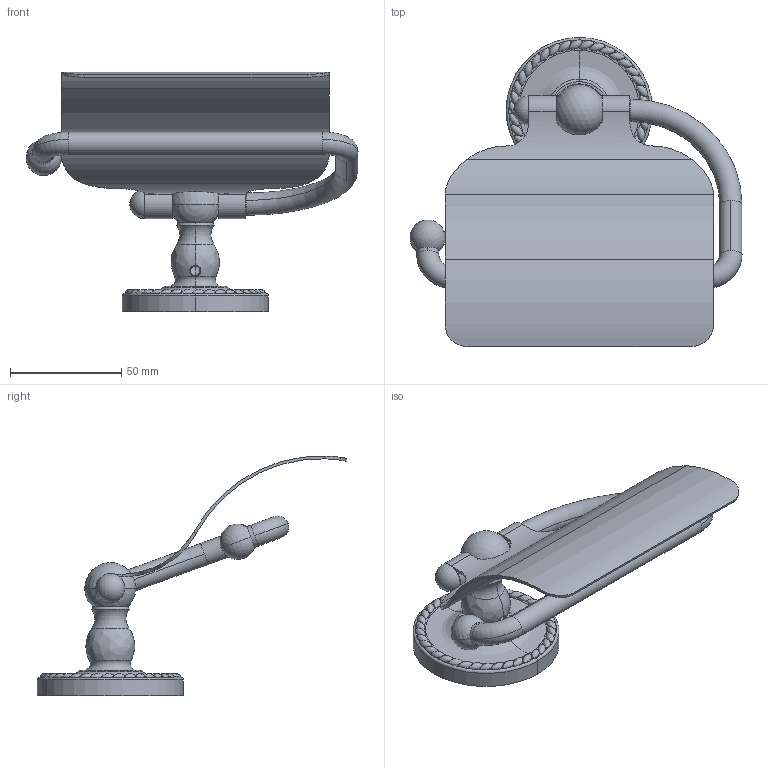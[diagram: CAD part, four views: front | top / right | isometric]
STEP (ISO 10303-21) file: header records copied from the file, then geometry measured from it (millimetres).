
FILE_DESCRIPTION((''),'2;1');
FILE_NAME('1527_WEB','2011-01-11T',('project'),(''),'PRO/ENGINEER BY PARAMETRIC TECHNOLOGY CORPORATION, 2009300','PRO/ENGINEER BY PARAMETRIC TECHNOLOGY CORPORATION, 2009300','');
FILE_SCHEMA(('CONFIG_CONTROL_DESIGN'));
Length unit declared in the file: inch
Products named in the file (1): 1527_WEB
Bounding box: 149.27 x 139.23 x 107.88 mm (x, y, z)
Surface area: 54487.3 mm2 (no closed solid volume)
Topology: 0 solids, 12 shells, 206 faces, 722 edges, 442 vertices
Faces by surface type: bspline 80, sphere 44, cylinder 34, torus 22, plane 17, cone 9
Entity records: 9996 total; most frequent: CARTESIAN_POINT 4623, DIRECTION 1242, ORIENTED_EDGE 970, EDGE_CURVE 638, AXIS2_PLACEMENT_3D 594, CIRCLE 468, VERTEX_POINT 442, EDGE_LOOP 206
